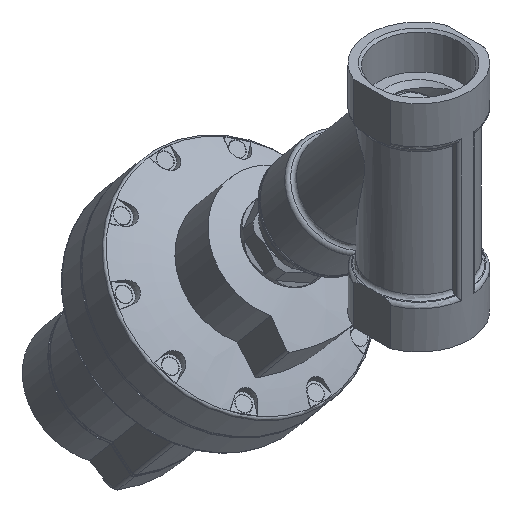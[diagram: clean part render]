
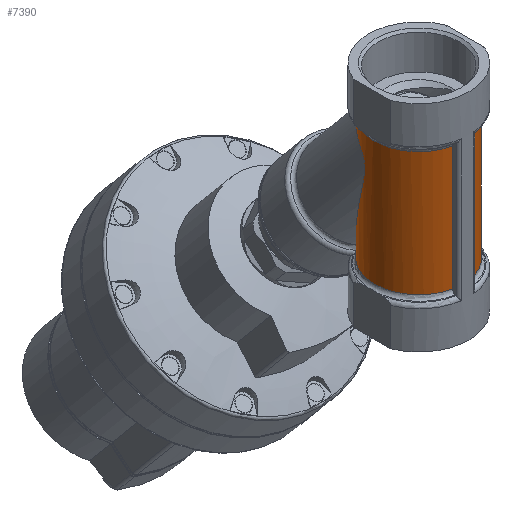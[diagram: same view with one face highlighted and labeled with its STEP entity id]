
A CAD part, isometric view. The second image highlights one B-rep face of the part: STEP entity #7390.
In plain terms, the highlighted cylindrical face has radius 30.99 mm (diameter 61.98 mm), a partial arc.
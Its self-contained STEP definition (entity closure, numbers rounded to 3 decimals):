
#175=B_SPLINE_CURVE_WITH_KNOTS('',3,(#13392,#13393,#13394,#13395,#13396,
#13397,#13398,#13399,#13400,#13401,#13402,#13403,#13404,#13405,#13406,#13407,
#13408,#13409,#13410,#13411,#13412,#13413,#13414,#13415,#13416,#13417,#13418,
#13419,#13420,#13421,#13422,#13423,#13424,#13425,#13426,#13427,#13428,#13429,
#13430,#13431,#13432,#13433,#13434,#13435,#13436,#13437,#13438,#13439,#13440,
#13441,#13442,#13443,#13444),.UNSPECIFIED.,.F.,.F.,(4,1,1,1,1,1,1,1,1,1,
1,1,1,1,1,1,1,1,1,1,1,1,1,1,1,1,1,1,1,1,1,1,1,1,1,1,1,1,1,1,1,1,1,1,1,1,
1,1,1,1,4),(0.002,0.01,0.017,
0.024,0.032,0.039,0.047,
0.054,0.061,0.065,0.069,
0.072,0.076,0.08,0.084,
0.087,0.091,0.095,0.098,
0.102,0.106,0.109,0.113,
0.117,0.121,0.124,0.128,
0.132,0.135,0.139,0.143,
0.147,0.15,0.154,0.158,
0.161,0.163,0.165,0.167,
0.169,0.172,0.176,0.18,
0.187,0.195,0.202,0.209,
0.217,0.224,0.232,0.239),
 .UNSPECIFIED.);
#176=B_SPLINE_CURVE_WITH_KNOTS('',3,(#13449,#13450,#13451,#13452),
 .UNSPECIFIED.,.F.,.F.,(4,4),(0.,0.002),
 .UNSPECIFIED.);
#178=B_SPLINE_CURVE_WITH_KNOTS('',3,(#13461,#13462,#13463,#13464),
 .UNSPECIFIED.,.F.,.F.,(4,4),(0.006,0.008),
 .UNSPECIFIED.);
#684=CIRCLE('',#9555,30.99);
#693=CIRCLE('',#9572,30.99);
#696=CIRCLE('',#9576,30.99);
#1297=ORIENTED_EDGE('',*,*,#3305,.F.);
#1298=ORIENTED_EDGE('',*,*,#3341,.T.);
#1299=ORIENTED_EDGE('',*,*,#3342,.T.);
#1300=ORIENTED_EDGE('',*,*,#3343,.T.);
#1301=ORIENTED_EDGE('',*,*,#3336,.F.);
#1302=ORIENTED_EDGE('',*,*,#3327,.T.);
#1303=ORIENTED_EDGE('',*,*,#3325,.F.);
#1304=ORIENTED_EDGE('',*,*,#3330,.T.);
#3305=EDGE_CURVE('',#4327,#4328,#684,.T.);
#3325=EDGE_CURVE('',#4344,#4345,#175,.T.);
#3327=EDGE_CURVE('',#4346,#4345,#176,.T.);
#3330=EDGE_CURVE('',#4344,#4328,#178,.T.);
#3336=EDGE_CURVE('',#4346,#4351,#693,.T.);
#3341=EDGE_CURVE('',#4327,#4355,#5041,.F.);
#3342=EDGE_CURVE('',#4355,#4356,#696,.T.);
#3343=EDGE_CURVE('',#4356,#4351,#5042,.T.);
#4327=VERTEX_POINT('',#13299);
#4328=VERTEX_POINT('',#13301);
#4344=VERTEX_POINT('',#13445);
#4345=VERTEX_POINT('',#13446);
#4346=VERTEX_POINT('',#13453);
#4351=VERTEX_POINT('',#13492);
#4355=VERTEX_POINT('',#13510);
#4356=VERTEX_POINT('',#13512);
#5041=LINE('',#13509,#5338);
#5042=LINE('',#13513,#5339);
#5338=VECTOR('',#10718,1000.);
#5339=VECTOR('',#10721,1000.);
#5643=EDGE_LOOP('',(#1297,#1298,#1299,#1300,#1301,#1302,#1303,#1304));
#6443=FACE_BOUND('',#5643,.T.);
#7224=CYLINDRICAL_SURFACE('',#9575,30.99);
#7390=ADVANCED_FACE('',(#6443),#7224,.T.);
#9555=AXIS2_PLACEMENT_3D('',#13300,#10676,#10677);
#9572=AXIS2_PLACEMENT_3D('',#13491,#10710,#10711);
#9575=AXIS2_PLACEMENT_3D('',#13508,#10716,#10717);
#9576=AXIS2_PLACEMENT_3D('',#13511,#10719,#10720);
#10676=DIRECTION('',(0.,0.,-1.));
#10677=DIRECTION('',(-1.,0.,0.));
#10710=DIRECTION('',(0.,0.,-1.));
#10711=DIRECTION('',(-1.,0.,0.));
#10716=DIRECTION('',(0.,0.,-1.));
#10717=DIRECTION('',(-1.,0.,0.));
#10718=DIRECTION('',(0.,0.,-1.));
#10719=DIRECTION('',(0.,0.,-1.));
#10720=DIRECTION('',(-1.,0.,0.));
#10721=DIRECTION('',(0.,0.,-1.));
#13299=CARTESIAN_POINT('',(-6.658,-30.266,-118.219));
#13300=CARTESIAN_POINT('',(0.,0.,-118.219));
#13301=CARTESIAN_POINT('',(-13.807,27.744,-118.219));
#13392=CARTESIAN_POINT('',(-14.48,27.399,-116.528));
#13393=CARTESIAN_POINT('',(-15.811,26.696,-114.548));
#13394=CARTESIAN_POINT('',(-18.121,25.235,-110.431));
#13395=CARTESIAN_POINT('',(-20.918,22.951,-103.958));
#13396=CARTESIAN_POINT('',(-23.22,20.603,-97.251));
#13397=CARTESIAN_POINT('',(-25.096,18.258,-90.481));
#13398=CARTESIAN_POINT('',(-26.629,15.927,-83.641));
#13399=CARTESIAN_POINT('',(-27.867,13.636,-76.737));
#13400=CARTESIAN_POINT('',(-28.837,11.426,-69.759));
#13401=CARTESIAN_POINT('',(-29.437,9.724,-63.862));
#13402=CARTESIAN_POINT('',(-29.782,8.579,-59.055));
#13403=CARTESIAN_POINT('',(-29.963,7.919,-55.367));
#13404=CARTESIAN_POINT('',(-30.031,7.643,-51.634));
#13405=CARTESIAN_POINT('',(-29.894,8.198,-47.874));
#13406=CARTESIAN_POINT('',(-29.322,10.138,-44.654));
#13407=CARTESIAN_POINT('',(-28.258,12.851,-42.286));
#13408=CARTESIAN_POINT('',(-26.765,15.738,-40.417));
#13409=CARTESIAN_POINT('',(-24.913,18.538,-38.885));
#13410=CARTESIAN_POINT('',(-22.668,21.229,-37.552));
#13411=CARTESIAN_POINT('',(-20.114,23.664,-36.421));
#13412=CARTESIAN_POINT('',(-17.261,25.823,-35.459));
#13413=CARTESIAN_POINT('',(-14.102,27.676,-34.657));
#13414=CARTESIAN_POINT('',(-10.781,29.13,-34.038));
#13415=CARTESIAN_POINT('',(-7.253,30.206,-33.587));
#13416=CARTESIAN_POINT('',(-3.579,30.856,-33.316));
#13417=CARTESIAN_POINT('',(0.09,31.064,-33.23));
#13418=CARTESIAN_POINT('',(3.829,30.828,-33.328));
#13419=CARTESIAN_POINT('',(7.466,30.152,-33.61));
#13420=CARTESIAN_POINT('',(10.967,29.063,-34.067));
#13421=CARTESIAN_POINT('',(14.344,27.552,-34.71));
#13422=CARTESIAN_POINT('',(17.433,25.705,-35.511));
#13423=CARTESIAN_POINT('',(20.287,23.518,-36.487));
#13424=CARTESIAN_POINT('',(22.835,21.047,-37.639));
#13425=CARTESIAN_POINT('',(25.02,18.393,-38.96));
#13426=CARTESIAN_POINT('',(26.877,15.548,-40.528));
#13427=CARTESIAN_POINT('',(28.338,12.67,-42.418));
#13428=CARTESIAN_POINT('',(29.198,10.439,-44.427));
#13429=CARTESIAN_POINT('',(29.648,9.036,-46.47));
#13430=CARTESIAN_POINT('',(29.86,8.3,-48.164));
#13431=CARTESIAN_POINT('',(29.972,7.881,-50.003));
#13432=CARTESIAN_POINT('',(30.019,7.697,-52.468));
#13433=CARTESIAN_POINT('',(29.955,7.949,-55.587));
#13434=CARTESIAN_POINT('',(29.773,8.613,-59.205));
#13435=CARTESIAN_POINT('',(29.426,9.758,-63.986));
#13436=CARTESIAN_POINT('',(28.821,11.468,-69.894));
#13437=CARTESIAN_POINT('',(27.845,13.68,-76.873));
#13438=CARTESIAN_POINT('',(26.603,15.971,-83.77));
#13439=CARTESIAN_POINT('',(25.067,18.297,-90.594));
#13440=CARTESIAN_POINT('',(23.193,20.633,-97.337));
#13441=CARTESIAN_POINT('',(20.897,22.97,-104.011));
#13442=CARTESIAN_POINT('',(18.106,25.245,-110.459));
#13443=CARTESIAN_POINT('',(15.805,26.699,-114.558));
#13444=CARTESIAN_POINT('',(14.48,27.399,-116.528));
#13445=CARTESIAN_POINT('',(-14.48,27.399,-116.528));
#13446=CARTESIAN_POINT('',(14.48,27.399,-116.528));
#13449=CARTESIAN_POINT('',(13.807,27.744,-118.219));
#13450=CARTESIAN_POINT('',(13.886,27.705,-117.593));
#13451=CARTESIAN_POINT('',(14.148,27.575,-117.022));
#13452=CARTESIAN_POINT('',(14.48,27.399,-116.528));
#13453=CARTESIAN_POINT('',(13.807,27.744,-118.219));
#13461=CARTESIAN_POINT('',(-14.48,27.399,-116.528));
#13462=CARTESIAN_POINT('',(-14.148,27.574,-117.021));
#13463=CARTESIAN_POINT('',(-13.886,27.705,-117.595));
#13464=CARTESIAN_POINT('',(-13.807,27.744,-118.219));
#13491=CARTESIAN_POINT('',(0.,0.,-118.219));
#13492=CARTESIAN_POINT('',(5.342,-30.526,-118.219));
#13508=CARTESIAN_POINT('',(0.,0.,-150.));
#13509=CARTESIAN_POINT('',(-6.658,-30.266,-150.));
#13510=CARTESIAN_POINT('',(-6.658,-30.266,-31.781));
#13511=CARTESIAN_POINT('',(0.,0.,-31.781));
#13512=CARTESIAN_POINT('',(5.342,-30.526,-31.781));
#13513=CARTESIAN_POINT('',(5.342,-30.526,-150.));
